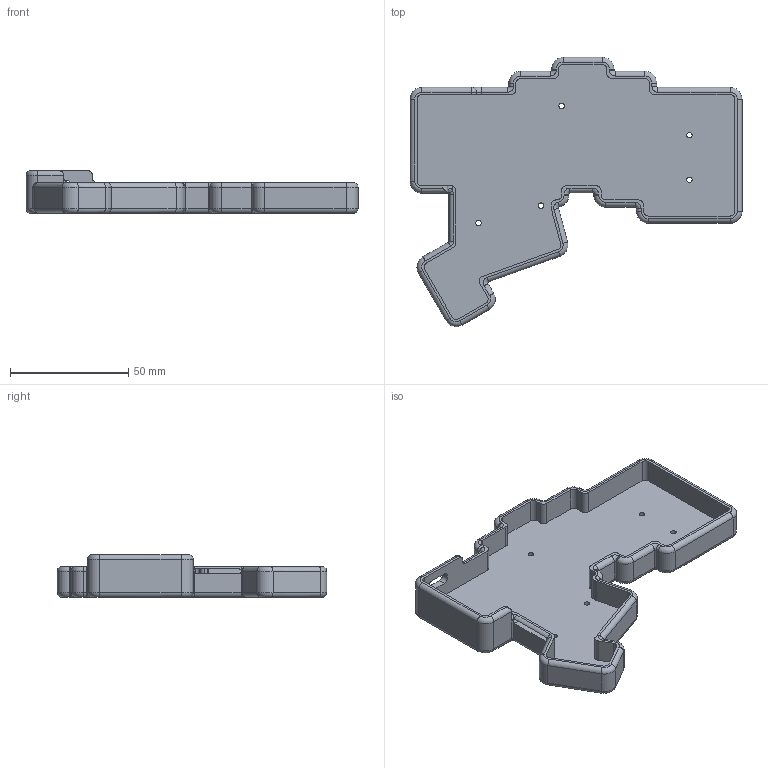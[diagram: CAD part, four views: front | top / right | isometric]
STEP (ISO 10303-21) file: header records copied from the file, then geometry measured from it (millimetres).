
FILE_DESCRIPTION(/* description */ ('STEP AP242','CAx-IF Rec.Pracs.---Representation and Presentation of Product Manufacturing Information (PMI)---4.0---2014-10-13','CAx-IF Rec.Pracs.---3D Tessellated Geometry---0.4---2014-09-14','2;1'),/* implementation_level */ '2;1');
FILE_NAME(/* name */ '68cc3cd8b873551d148ee438',/* time_stamp */ '2025-09-18T17:09:45Z',/* author */ (''),/* organization */ (''),/* preprocessor_version */ 'ST-DEVELOPER v20',/* originating_system */ 'ONSHAPE BY PTC INC, 1.203',/* authorisation */ ' ');
FILE_SCHEMA (('AP242_MANAGED_MODEL_BASED_3D_ENGINEERING_MIM_LF { 1 0 10303 442 1 1 4 }'));
Length unit declared in the file: metre
Products named in the file (1): Part 2
Bounding box: 140.1 x 113.67 x 17.99 mm (x, y, z)
Volume: 44048.5 mm3; surface area: 30874.7 mm2
Topology: 1 solids, 1 shells, 241 faces, 614 edges, 373 vertices
Faces by surface type: cylinder 120, plane 66, torus 53, sphere 1, bspline 1
Full cylindrical faces by diameter (mm): 2.3 x5
Entity records: 7355 total; most frequent: DIRECTION 1353, CARTESIAN_POINT 1346, ORIENTED_EDGE 1216, EDGE_CURVE 608, AXIS2_PLACEMENT_3D 527, VERTEX_POINT 373, LINE 299, VECTOR 299
